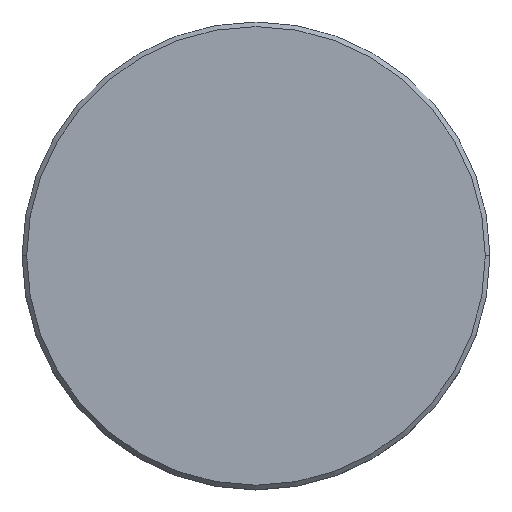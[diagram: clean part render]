
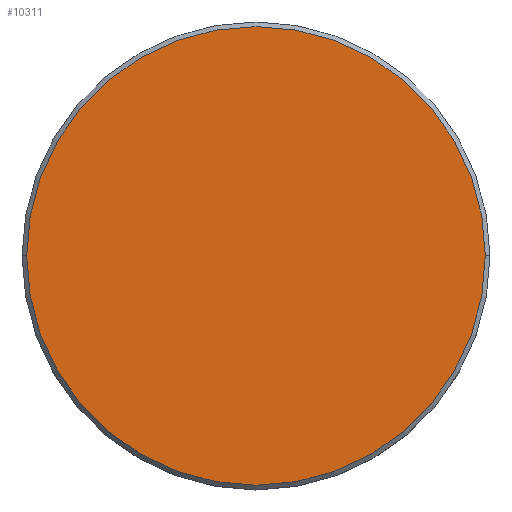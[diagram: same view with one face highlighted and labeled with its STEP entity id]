
A CAD part, top view. The second image highlights one B-rep face of the part: STEP entity #10311.
In plain terms, the highlighted planar face has unit normal (0, 0, 1).
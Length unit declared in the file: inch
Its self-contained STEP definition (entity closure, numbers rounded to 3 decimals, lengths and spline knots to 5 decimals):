
#35 = ORIENTED_EDGE ( 'NONE', *, *, #5800, .T. ) ;
#565 = DIRECTION ( 'NONE',  ( 0., 0., 1. ) ) ;
#700 = AXIS2_PLACEMENT_3D ( 'NONE', #4539, #10182, #5341 ) ;
#786 = DIRECTION ( 'NONE',  ( 0., 0., 1. ) ) ;
#1462 = AXIS2_PLACEMENT_3D ( 'NONE', #5633, #786, #6442 ) ;
#1779 = VERTEX_POINT ( 'NONE', #6260 ) ;
#2072 = FACE_OUTER_BOUND ( 'NONE', #10120, .T. ) ;
#3348 = CIRCLE ( 'NONE', #1462, 0.49016 ) ;
#3981 = AXIS2_PLACEMENT_3D ( 'NONE', #5412, #565, #6215 ) ;
#4539 = CARTESIAN_POINT ( 'NONE',  ( -0.63138, 0.14921, 0.34991 ) ) ;
#4704 = ORIENTED_EDGE ( 'NONE', *, *, #10002, .T. ) ;
#5341 = DIRECTION ( 'NONE',  ( 1., 0., 0. ) ) ;
#5412 = CARTESIAN_POINT ( 'NONE',  ( -0.63138, 0.14921, 0.34991 ) ) ;
#5633 = CARTESIAN_POINT ( 'NONE',  ( -0.63138, 0.14921, 0.34991 ) ) ;
#5800 = EDGE_CURVE ( 'NONE', #1779, #6393, #8360, .T. ) ;
#6215 = DIRECTION ( 'NONE',  ( 1., 0., 0. ) ) ;
#6260 = CARTESIAN_POINT ( 'NONE',  ( -0.14122, 0.14921, 0.34991 ) ) ;
#6393 = VERTEX_POINT ( 'NONE', #10176 ) ;
#6442 = DIRECTION ( 'NONE',  ( 1., 0., 0. ) ) ;
#8360 = CIRCLE ( 'NONE', #700, 0.49016 ) ;
#10002 = EDGE_CURVE ( 'NONE', #6393, #1779, #3348, .T. ) ;
#10120 = EDGE_LOOP ( 'NONE', ( #4704, #35 ) ) ;
#10176 = CARTESIAN_POINT ( 'NONE',  ( -1.12154, 0.14921, 0.34991 ) ) ;
#10182 = DIRECTION ( 'NONE',  ( 0., 0., 1. ) ) ;
#10254 = PLANE ( 'NONE',  #3981 ) ;
#10311 = ADVANCED_FACE ( 'NONE', ( #2072 ), #10254, .T. ) ;
